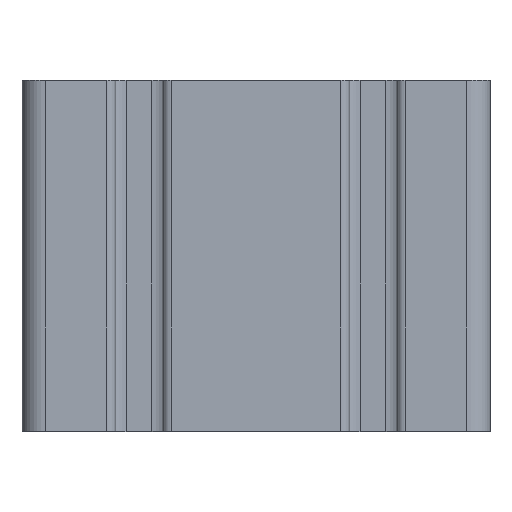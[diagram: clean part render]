
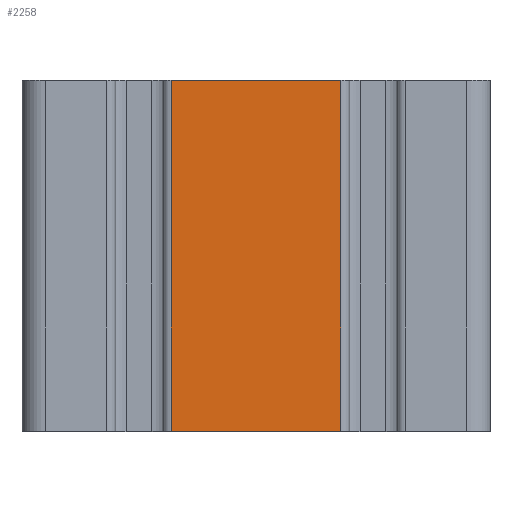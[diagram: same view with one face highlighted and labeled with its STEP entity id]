
A CAD part, top view. The second image highlights one B-rep face of the part: STEP entity #2258.
In plain terms, the highlighted planar face has unit normal (0, 0, 1).
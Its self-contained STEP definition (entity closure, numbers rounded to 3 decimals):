
#102=FACE_OUTER_BOUND('',#225,.T.);
#225=EDGE_LOOP('',(#1643,#1644,#1645,#1646));
#357=LINE('',#3489,#567);
#398=LINE('',#3659,#608);
#399=LINE('',#3663,#609);
#400=LINE('',#3664,#610);
#567=VECTOR('',#2731,10.);
#608=VECTOR('',#2876,1000.);
#609=VECTOR('',#2881,1000.);
#610=VECTOR('',#2882,1000.);
#952=VERTEX_POINT('',#3486);
#953=VERTEX_POINT('',#3488);
#1030=VERTEX_POINT('',#3658);
#1031=VERTEX_POINT('',#3662);
#1188=EDGE_CURVE('',#953,#952,#357,.T.);
#1273=EDGE_CURVE('',#953,#1030,#398,.T.);
#1275=EDGE_CURVE('',#952,#1031,#399,.T.);
#1276=EDGE_CURVE('',#1031,#1030,#400,.T.);
#1643=ORIENTED_EDGE('',*,*,#1188,.T.);
#1644=ORIENTED_EDGE('',*,*,#1275,.T.);
#1645=ORIENTED_EDGE('',*,*,#1276,.T.);
#1646=ORIENTED_EDGE('',*,*,#1273,.F.);
#2206=PLANE('',#2468);
#2258=ADVANCED_FACE('',(#102),#2206,.F.);
#2468=AXIS2_PLACEMENT_3D('',#3661,#2879,#2880);
#2731=DIRECTION('',(1.,0.,0.));
#2876=DIRECTION('',(0.,1.,0.));
#2879=DIRECTION('center_axis',(0.,0.,
-1.));
#2880=DIRECTION('ref_axis',(1.,0.,0.));
#2881=DIRECTION('',(0.,1.,0.));
#2882=DIRECTION('',(-1.,0.,0.));
#3486=CARTESIAN_POINT('',(54.5,-100.,20.));
#3488=CARTESIAN_POINT('',(25.5,-100.,20.));
#3489=CARTESIAN_POINT('',(40.25,-100.,20.));
#3658=CARTESIAN_POINT('',(25.5,-40.,20.));
#3659=CARTESIAN_POINT('',(25.5,-6040.,20.));
#3661=CARTESIAN_POINT('Origin',(25.5,-6040.,20.));
#3662=CARTESIAN_POINT('',(54.5,-40.,20.));
#3663=CARTESIAN_POINT('',(54.5,-6040.,20.));
#3664=CARTESIAN_POINT('',(25.5,-40.,20.));
